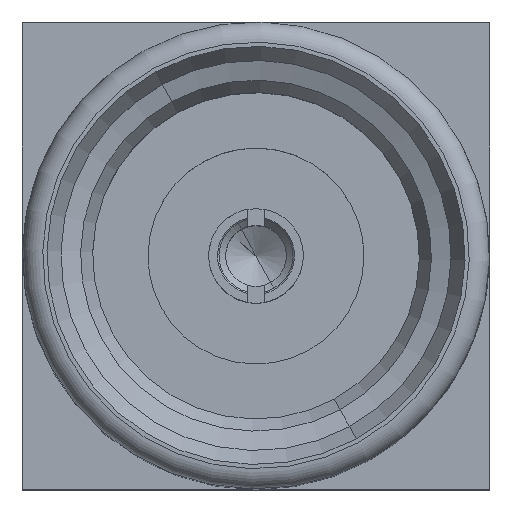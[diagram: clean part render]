
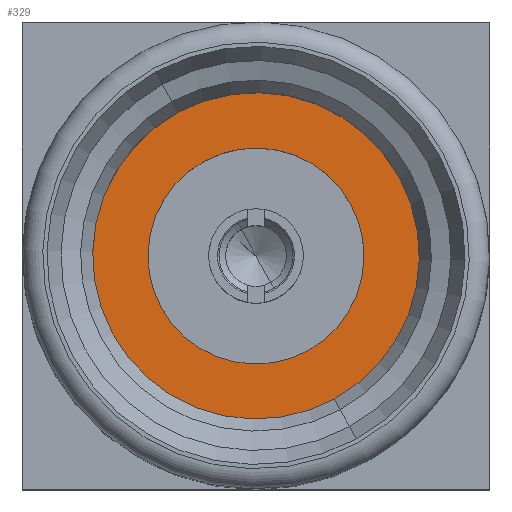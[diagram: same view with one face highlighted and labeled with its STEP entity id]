
A CAD part, top view. The second image highlights one B-rep face of the part: STEP entity #329.
In plain terms, the highlighted face is planar.
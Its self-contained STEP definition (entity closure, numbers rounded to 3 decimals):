
#329=ADVANCED_FACE('',(#1037,#1039),#1041,.T.);
#1037=FACE_BOUND('',#1038,.T.);
#1038=EDGE_LOOP('',(#1596,#1597));
#1039=FACE_BOUND('',#1040,.T.);
#1040=EDGE_LOOP('',(#1598,#1599));
#1041=PLANE('',#1042);
#1042=AXIS2_PLACEMENT_3D('',#1043,#1044,#1045);
#1043=CARTESIAN_POINT('',(-2.575,0.,1.21));
#1044=DIRECTION('',(1.,0.,0.));
#1045=DIRECTION('',(0.,1.,0.));
#1596=ORIENTED_EDGE('',*,*,#1916,.T.);
#1597=ORIENTED_EDGE('',*,*,#1917,.T.);
#1598=ORIENTED_EDGE('',*,*,#1915,.F.);
#1599=ORIENTED_EDGE('',*,*,#1913,.F.);
#1913=EDGE_CURVE('',#2142,#2144,#2145,.T.);
#1915=EDGE_CURVE('',#2144,#2142,#2147,.T.);
#1916=EDGE_CURVE('',#2148,#2149,#2150,.T.);
#1917=EDGE_CURVE('',#2149,#2148,#2151,.T.);
#2142=VERTEX_POINT('',#2658);
#2144=VERTEX_POINT('',#2662);
#2145=CIRCLE('',#2663,0.8);
#2147=CIRCLE('',#2670,0.8);
#2148=VERTEX_POINT('',#2674);
#2149=VERTEX_POINT('',#2675);
#2150=CIRCLE('',#2676,1.21);
#2151=CIRCLE('',#2680,1.21);
#2658=CARTESIAN_POINT('',(-2.575,0.384,-0.702));
#2662=CARTESIAN_POINT('',(-2.575,-0.384,0.702));
#2663=AXIS2_PLACEMENT_3D('',#2664,#2665,#2666);
#2664=CARTESIAN_POINT('',(-2.575,0.,0.));
#2665=DIRECTION('',(1.,-0.,0.));
#2666=DIRECTION('',(0.,0.479,-0.878));
#2670=AXIS2_PLACEMENT_3D('',#2671,#2672,#2673);
#2671=CARTESIAN_POINT('',(-2.575,0.,0.));
#2672=DIRECTION('',(1.,0.,-0.));
#2673=DIRECTION('',(0.,-0.479,0.878));
#2674=CARTESIAN_POINT('',(-2.575,0.58,-1.062));
#2675=CARTESIAN_POINT('',(-2.575,-0.58,1.062));
#2676=AXIS2_PLACEMENT_3D('',#2677,#2678,#2679);
#2677=CARTESIAN_POINT('',(-2.575,0.,0.));
#2678=DIRECTION('',(1.,-0.,0.));
#2679=DIRECTION('',(0.,0.479,-0.878));
#2680=AXIS2_PLACEMENT_3D('',#2681,#2682,#2683);
#2681=CARTESIAN_POINT('',(-2.575,0.,0.));
#2682=DIRECTION('',(1.,0.,-0.));
#2683=DIRECTION('',(0.,-0.479,0.878));
